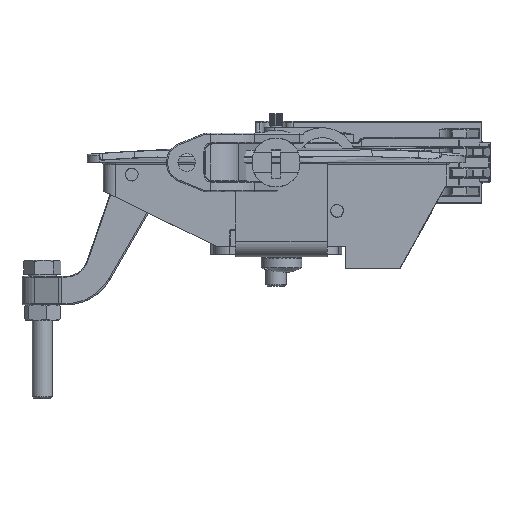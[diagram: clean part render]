
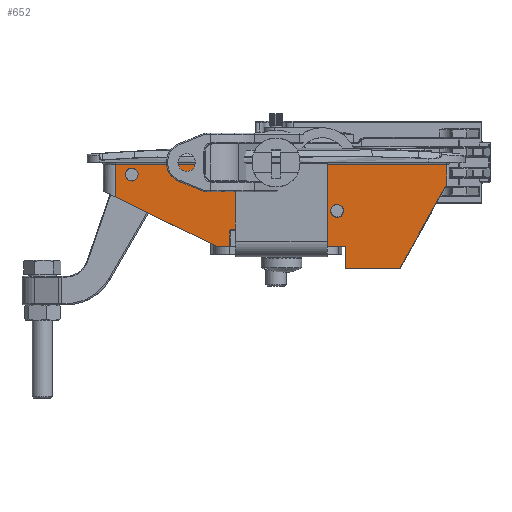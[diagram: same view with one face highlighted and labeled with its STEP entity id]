
A CAD part, front view. The second image highlights one B-rep face of the part: STEP entity #652.
In plain terms, the highlighted planar face has unit normal (0, -1, -0.006).
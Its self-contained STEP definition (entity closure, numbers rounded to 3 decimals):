
#652 = ADVANCED_FACE( '', ( #1934, #1935, #1936 ), #1937, .T. );
#1934 = FACE_OUTER_BOUND( '', #4904, .T. );
#1935 = FACE_BOUND( '', #4905, .T. );
#1936 = FACE_BOUND( '', #4906, .T. );
#1937 = PLANE( '', #4907 );
#4904 = EDGE_LOOP( '', ( #11732, #11733, #11734, #11735, #11736, #11737, #11738, #11739, #11740, #11741, #11742, #11743, #11744, #11745, #11746, #11747, #11748 ) );
#4905 = EDGE_LOOP( '', ( #11749 ) );
#4906 = EDGE_LOOP( '', ( #11750 ) );
#4907 = AXIS2_PLACEMENT_3D( '', #11751, #11752, #11753 );
#11732 = ORIENTED_EDGE( '', *, *, #20149, .T. );
#11733 = ORIENTED_EDGE( '', *, *, #20150, .T. );
#11734 = ORIENTED_EDGE( '', *, *, #20151, .F. );
#11735 = ORIENTED_EDGE( '', *, *, #20152, .T. );
#11736 = ORIENTED_EDGE( '', *, *, #20153, .T. );
#11737 = ORIENTED_EDGE( '', *, *, #20154, .T. );
#11738 = ORIENTED_EDGE( '', *, *, #20155, .T. );
#11739 = ORIENTED_EDGE( '', *, *, #20156, .T. );
#11740 = ORIENTED_EDGE( '', *, *, #20146, .T. );
#11741 = ORIENTED_EDGE( '', *, *, #20157, .T. );
#11742 = ORIENTED_EDGE( '', *, *, #20158, .T. );
#11743 = ORIENTED_EDGE( '', *, *, #20038, .T. );
#11744 = ORIENTED_EDGE( '', *, *, #20159, .T. );
#11745 = ORIENTED_EDGE( '', *, *, #20160, .T. );
#11746 = ORIENTED_EDGE( '', *, *, #20161, .F. );
#11747 = ORIENTED_EDGE( '', *, *, #20162, .T. );
#11748 = ORIENTED_EDGE( '', *, *, #20163, .F. );
#11749 = ORIENTED_EDGE( '', *, *, #20164, .F. );
#11750 = ORIENTED_EDGE( '', *, *, #20165, .F. );
#11751 = CARTESIAN_POINT( '', ( -64.982, -12.969, 142.037 ) );
#11752 = DIRECTION( '', ( 0., -1., -0.006 ) );
#11753 = DIRECTION( '', ( 0., 0.006, -1. ) );
#20038 = EDGE_CURVE( '', #22966, #22967, #22968, .T. );
#20146 = EDGE_CURVE( '', #23144, #23145, #23146, .T. );
#20149 = EDGE_CURVE( '', #23149, #23084, #23150, .F. );
#20150 = EDGE_CURVE( '', #23084, #23151, #23152, .T. );
#20151 = EDGE_CURVE( '', #23153, #23151, #23154, .T. );
#20152 = EDGE_CURVE( '', #23153, #23155, #23156, .T. );
#20153 = EDGE_CURVE( '', #23155, #23157, #23158, .T. );
#20154 = EDGE_CURVE( '', #23157, #23159, #23160, .T. );
#20155 = EDGE_CURVE( '', #23159, #23161, #23162, .F. );
#20156 = EDGE_CURVE( '', #23161, #23144, #23163, .T. );
#20157 = EDGE_CURVE( '', #23145, #23164, #23165, .T. );
#20158 = EDGE_CURVE( '', #23164, #22966, #23166, .T. );
#20159 = EDGE_CURVE( '', #22967, #23167, #23168, .T. );
#20160 = EDGE_CURVE( '', #23167, #23169, #23170, .F. );
#20161 = EDGE_CURVE( '', #23171, #23169, #23172, .T. );
#20162 = EDGE_CURVE( '', #23171, #23173, #23174, .F. );
#20163 = EDGE_CURVE( '', #23149, #23173, #23175, .T. );
#20164 = EDGE_CURVE( '', #23176, #23176, #23177, .T. );
#20165 = EDGE_CURVE( '', #23178, #23178, #23179, .T. );
#22966 = VERTEX_POINT( '', #28056 );
#22967 = VERTEX_POINT( '', #28057 );
#22968 = LINE( '', #28058, #28059 );
#23084 = VERTEX_POINT( '', #28297 );
#23144 = VERTEX_POINT( '', #28373 );
#23145 = VERTEX_POINT( '', #28374 );
#23146 = LINE( '', #28375, #28376 );
#23149 = VERTEX_POINT( '', #28379 );
#23150 = LINE( '', #28380, #28381 );
#23151 = VERTEX_POINT( '', #28382 );
#23152 = LINE( '', #28383, #28384 );
#23153 = VERTEX_POINT( '', #28385 );
#23154 = ELLIPSE( '', #28386, 0.2, 0.2 );
#23155 = VERTEX_POINT( '', #28387 );
#23156 = LINE( '', #28388, #28389 );
#23157 = VERTEX_POINT( '', #28390 );
#23158 = LINE( '', #28391, #28392 );
#23159 = VERTEX_POINT( '', #28393 );
#23160 = LINE( '', #28394, #28395 );
#23161 = VERTEX_POINT( '', #28396 );
#23162 = ELLIPSE( '', #28397, 0.6, 0.6 );
#23163 = LINE( '', #28398, #28399 );
#23164 = VERTEX_POINT( '', #28400 );
#23165 = LINE( '', #28401, #28402 );
#23166 = LINE( '', #28403, #28404 );
#23167 = VERTEX_POINT( '', #28405 );
#23168 = LINE( '', #28406, #28407 );
#23169 = VERTEX_POINT( '', #28408 );
#23170 = LINE( '', #28409, #28410 );
#23171 = VERTEX_POINT( '', #28411 );
#23172 = ELLIPSE( '', #28412, 0.2, 0.2 );
#23173 = VERTEX_POINT( '', #28413 );
#23174 = LINE( '', #28414, #28415 );
#23175 = ELLIPSE( '', #28416, 0.2, 0.2 );
#23176 = VERTEX_POINT( '', #28417 );
#23177 = ELLIPSE( '', #28418, 1.55, 1.55 );
#23178 = VERTEX_POINT( '', #28419 );
#23179 = ELLIPSE( '', #28420, 1.55, 1.55 );
#28056 = CARTESIAN_POINT( '', ( -39.5, -12.101, -8.468 ) );
#28057 = CARTESIAN_POINT( '', ( -14.5, -12.031, -20.7 ) );
#28058 = CARTESIAN_POINT( '', ( -42.5, -12.11, -7. ) );
#28059 = VECTOR( '', #37827, 1000. );
#28297 = CARTESIAN_POINT( '', ( -4.78, -12.031, -20.601 ) );
#28373 = CARTESIAN_POINT( '', ( 42., -12.116, -5.901 ) );
#28374 = CARTESIAN_POINT( '', ( 42., -12.147, -0.497 ) );
#28375 = CARTESIAN_POINT( '', ( 42., -12.15, 0. ) );
#28376 = VECTOR( '', #38047, 1000. );
#28379 = CARTESIAN_POINT( '', ( -6.188, -12.053, -16.732 ) );
#28380 = CARTESIAN_POINT( '', ( -4.756, -12.031, -20.666 ) );
#28381 = VECTOR( '', #38054, 1000. );
#28382 = CARTESIAN_POINT( '', ( 16.9, -12.031, -20.601 ) );
#28383 = CARTESIAN_POINT( '', ( 17., -12.031, -20.601 ) );
#28384 = VECTOR( '', #38055, 1000. );
#28385 = CARTESIAN_POINT( '', ( 17.1, -12.03, -20.801 ) );
#28386 = AXIS2_PLACEMENT_3D( '', #38056, #38057, #38058 );
#28387 = CARTESIAN_POINT( '', ( 17.1, -12., -26. ) );
#28388 = CARTESIAN_POINT( '', ( 17.1, -12., -26. ) );
#28389 = VECTOR( '', #38059, 1000. );
#28390 = CARTESIAN_POINT( '', ( 30.386, -12., -26. ) );
#28391 = CARTESIAN_POINT( '', ( 17., -12., -26. ) );
#28392 = VECTOR( '', #38060, 1000. );
#28393 = CARTESIAN_POINT( '', ( 41.47, -12.114, -6.207 ) );
#28394 = CARTESIAN_POINT( '', ( 79.255, -12.503, 61.267 ) );
#28395 = VECTOR( '', #38061, 1000. );
#28396 = CARTESIAN_POINT( '', ( 41.993, -12.116, -5.901 ) );
#28397 = AXIS2_PLACEMENT_3D( '', #38062, #38063, #38064 );
#28398 = CARTESIAN_POINT( '', ( -64.982, -12.116, -5.901 ) );
#28399 = VECTOR( '', #38065, 1000. );
#28400 = CARTESIAN_POINT( '', ( -39.5, -12.147, -0.497 ) );
#28401 = CARTESIAN_POINT( '', ( -64.982, -12.147, -0.497 ) );
#28402 = VECTOR( '', #38066, 1000. );
#28403 = CARTESIAN_POINT( '', ( -39.5, -12.11, -7. ) );
#28404 = VECTOR( '', #38067, 1000. );
#28405 = CARTESIAN_POINT( '', ( -11.45, -12.031, -20.7 ) );
#28406 = CARTESIAN_POINT( '', ( -14.5, -12.031, -20.7 ) );
#28407 = VECTOR( '', #38068, 1000. );
#28408 = CARTESIAN_POINT( '', ( -11.45, -12.053, -16.801 ) );
#28409 = CARTESIAN_POINT( '', ( -11.45, -12.054, -16.7 ) );
#28410 = VECTOR( '', #38069, 1000. );
#28411 = CARTESIAN_POINT( '', ( -11.25, -12.054, -16.601 ) );
#28412 = AXIS2_PLACEMENT_3D( '', #38070, #38071, #38072 );
#28413 = CARTESIAN_POINT( '', ( -6.376, -12.054, -16.601 ) );
#28414 = CARTESIAN_POINT( '', ( -6.306, -12.054, -16.601 ) );
#28415 = VECTOR( '', #38073, 1000. );
#28416 = AXIS2_PLACEMENT_3D( '', #38074, #38075, #38076 );
#28417 = CARTESIAN_POINT( '', ( 15., -12.09, -10.35 ) );
#28418 = AXIS2_PLACEMENT_3D( '', #38077, #38078, #38079 );
#28419 = CARTESIAN_POINT( '', ( -35.5, -12.142, -1.45 ) );
#28420 = AXIS2_PLACEMENT_3D( '', #38080, #38081, #38082 );
#37827 = DIRECTION( '', ( 0.898, 0.003, -0.439 ) );
#38047 = DIRECTION( '', ( 0., -0.006, 1. ) );
#38054 = DIRECTION( '', ( -0.342, -0.005, 0.94 ) );
#38055 = DIRECTION( '', ( 1., 0., 0. ) );
#38056 = CARTESIAN_POINT( '', ( 16.9, -12.03, -20.801 ) );
#38057 = DIRECTION( '', ( 0., -1., -0.006 ) );
#38058 = DIRECTION( '', ( 0., -0.006, 1. ) );
#38059 = DIRECTION( '', ( 0., 0.006, -1. ) );
#38060 = DIRECTION( '', ( 1., 0., 0. ) );
#38061 = DIRECTION( '', ( 0.489, -0.005, 0.872 ) );
#38062 = CARTESIAN_POINT( '', ( 41.993, -12.112, -6.501 ) );
#38063 = DIRECTION( '', ( 0., -1., -0.006 ) );
#38064 = DIRECTION( '', ( 0., -0.006, 1. ) );
#38065 = DIRECTION( '', ( 1., 0., 0. ) );
#38066 = DIRECTION( '', ( -1., 0., 0. ) );
#38067 = DIRECTION( '', ( 0., 0.006, -1. ) );
#38068 = DIRECTION( '', ( 1., 0., 0. ) );
#38069 = DIRECTION( '', ( 0., 0.006, -1. ) );
#38070 = CARTESIAN_POINT( '', ( -11.25, -12.053, -16.801 ) );
#38071 = DIRECTION( '', ( 0., -1., -0.006 ) );
#38072 = DIRECTION( '', ( 0., 0.006, -1. ) );
#38073 = DIRECTION( '', ( -1., 0., 0. ) );
#38074 = CARTESIAN_POINT( '', ( -6.376, -12.053, -16.801 ) );
#38075 = DIRECTION( '', ( 0., -1., -0.006 ) );
#38076 = DIRECTION( '', ( 0., -0.006, 1. ) );
#38077 = CARTESIAN_POINT( '', ( 15., -12.081, -11.9 ) );
#38078 = DIRECTION( '', ( 0., -1., -0.006 ) );
#38079 = DIRECTION( '', ( 0., -0.006, 1. ) );
#38080 = CARTESIAN_POINT( '', ( -35.5, -12.133, -3. ) );
#38081 = DIRECTION( '', ( 0., -1., -0.006 ) );
#38082 = DIRECTION( '', ( 0., -0.006, 1. ) );
